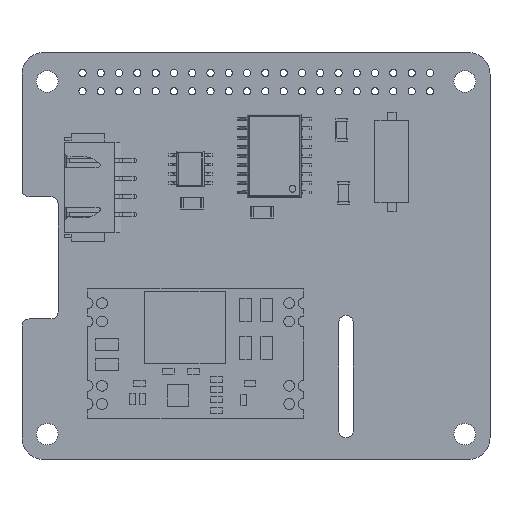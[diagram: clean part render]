
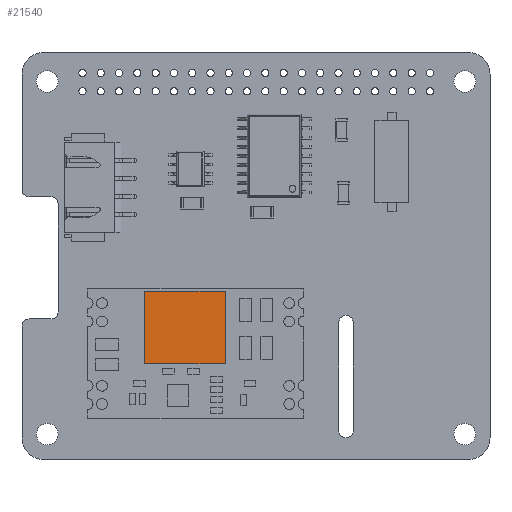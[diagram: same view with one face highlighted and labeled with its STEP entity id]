
A CAD part, top view. The second image highlights one B-rep face of the part: STEP entity #21540.
In plain terms, the highlighted planar face has unit normal (0, 0, 1).
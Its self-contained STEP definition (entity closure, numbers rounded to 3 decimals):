
#20057 = VERTEX_POINT('',#20058);
#20058 = CARTESIAN_POINT('',(-4.113,1.426,5.6));
#20064 = EDGE_CURVE('',#20057,#20065,#20067,.T.);
#20065 = VERTEX_POINT('',#20066);
#20066 = CARTESIAN_POINT('',(-4.113,-8.679,5.6));
#20067 = LINE('',#20068,#20069);
#20068 = CARTESIAN_POINT('',(-4.113,1.426,5.6));
#20069 = VECTOR('',#20070,1.);
#20070 = DIRECTION('',(0.,-1.,0.));
#20088 = VERTEX_POINT('',#20089);
#20089 = CARTESIAN_POINT('',(7.122,1.426,5.6));
#20095 = EDGE_CURVE('',#20088,#20057,#20096,.T.);
#20096 = LINE('',#20097,#20098);
#20097 = CARTESIAN_POINT('',(7.122,1.426,5.6));
#20098 = VECTOR('',#20099,1.);
#20099 = DIRECTION('',(-1.,0.,0.));
#20112 = EDGE_CURVE('',#20065,#20113,#20115,.T.);
#20113 = VERTEX_POINT('',#20114);
#20114 = CARTESIAN_POINT('',(7.122,-8.679,5.6));
#20115 = LINE('',#20116,#20117);
#20116 = CARTESIAN_POINT('',(-4.113,-8.679,5.6));
#20117 = VECTOR('',#20118,1.);
#20118 = DIRECTION('',(1.,0.,0.));
#20136 = EDGE_CURVE('',#20113,#20088,#20137,.T.);
#20137 = LINE('',#20138,#20139);
#20138 = CARTESIAN_POINT('',(7.122,-8.679,5.6));
#20139 = VECTOR('',#20140,1.);
#20140 = DIRECTION('',(0.,1.,0.));
#21540 = ADVANCED_FACE('',(#21541),#21547,.T.);
#21541 = FACE_BOUND('',#21542,.T.);
#21542 = EDGE_LOOP('',(#21543,#21544,#21545,#21546));
#21543 = ORIENTED_EDGE('',*,*,#20064,.T.);
#21544 = ORIENTED_EDGE('',*,*,#20112,.T.);
#21545 = ORIENTED_EDGE('',*,*,#20136,.T.);
#21546 = ORIENTED_EDGE('',*,*,#20095,.T.);
#21547 = PLANE('',#21548);
#21548 = AXIS2_PLACEMENT_3D('',#21549,#21550,#21551);
#21549 = CARTESIAN_POINT('',(1.504,-3.626,5.6));
#21550 = DIRECTION('',(0.,0.,1.));
#21551 = DIRECTION('',(1.,0.,-0.));
